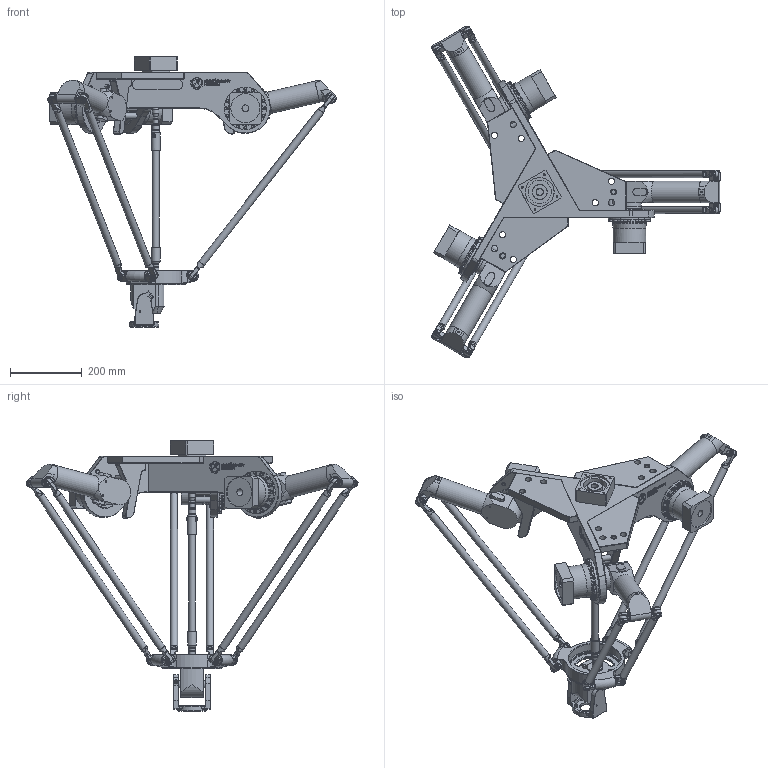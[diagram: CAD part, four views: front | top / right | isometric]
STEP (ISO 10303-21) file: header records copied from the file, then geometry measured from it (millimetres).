
FILE_DESCRIPTION(/* description */ (''),/* implementation_level */ '2;1');
FILE_NAME(/* name */ '3D-model_A_00887.stp',/* time_stamp */ '2022-07-05T16:49:49+02:00',/* author */ ('enrico.reif'),/* organization */ ('Majatronic'),/* preprocessor_version */ 'ST-DEVELOPER v16.5',/* originating_system */ 'Autodesk Inventor 2017',/* authorisation */ '');
FILE_SCHEMA (('AUTOMOTIVE_DESIGN { 1 0 10303 214 3 1 1 }'));
Products named in the file (11): A_00887_DUMMY; MT_BGR00021647MT_BGR; MT_WST00068528MT_WST; MT_WST00046397MT_WST; MT_WST00060422MT_WST; MT_WST00112336 Dummy; MT_WST00068529MT_WST; MT_WST00045206MT_WST; MT_WST00105967; MT_WST00065372MT_WST; MT_WST00065018MT_WST
Assembly tree (24 placements, depth 3):
  A_00887_DUMMY
    MT_BGR00021647MT_BGR
      MT_WST00068528MT_WST
      MT_WST00046397MT_WST  x3
    MT_WST00060422MT_WST  x3
    MT_WST00112336 Dummy  x6
    MT_WST00068529MT_WST
    MT_WST00045206MT_WST  x6
    MT_WST00105967
    MT_WST00065372MT_WST
    MT_WST00065018MT_WST
Bounding box: 804.35 x 925.46 x 754 mm (x, y, z)
Volume: 13111234 mm3; surface area: 1516248.5 mm2
Topology: 23 solids, 23 shells, 2987 faces, 6943 edges, 4342 vertices
Faces by surface type: plane 1552, cylinder 850, bspline 239, cone 230, torus 112, sphere 4
Full cylindrical faces by diameter (mm): 4 x2, 4.917 x17, 5 x2, 5.9 x2, 6 x1, 8 x39, 8.5 x98, 9 x3, 10 x15, 11 x3, 12 x22, 15 x3, 16 x24, 17.5 x9, 18 x28, 19 x5, 20 x22, 21 x1, 25 x2, 27 x1, 31.5 x3, 40 x1, 42 x1, 45 x1, 59.8 x3, 60 x3, 63 x6, 65 x1, 67 x3, 68.87 x3
Entity records: 63917 total; most frequent: CARTESIAN_POINT 20428, DIRECTION 8946, ORIENTED_EDGE 8172, EDGE_CURVE 4086, AXIS2_PLACEMENT_3D 3225, VERTEX_POINT 2741, LINE 2496, VECTOR 2496
